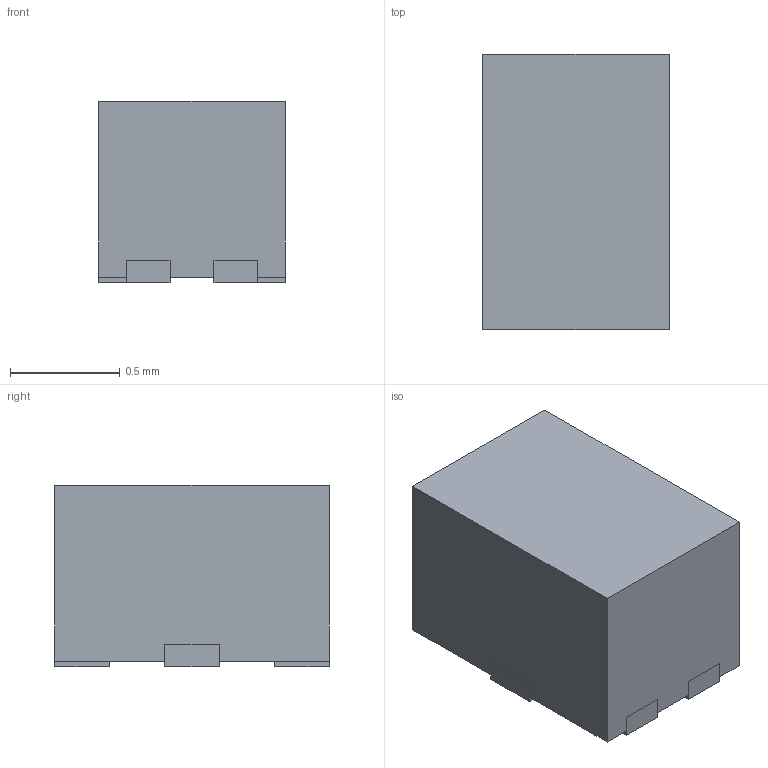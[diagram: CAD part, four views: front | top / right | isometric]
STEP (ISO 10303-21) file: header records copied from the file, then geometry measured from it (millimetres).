
FILE_DESCRIPTION((''),'2;1');
FILE_NAME('RZF0006A_ASM','2021-11-17T14:04:46',('a0412086'),(''),'CREO PARAMETRIC BY PTC INC, 2018500','CREO PARAMETRIC BY PTC INC, 2018500','');
FILE_SCHEMA(('CONFIG_CONTROL_DESIGN','SHAPE_APPEARANCE_LAYERS_GROUPS'));
Length unit declared in the file: millimetre
Products named in the file (4): BODY-SON; FRAME-RZF0006A; PIN1-ID; RZF0006A_ASM
Assembly tree (3 placements, depth 2):
  RZF0006A_ASM
    BODY-SON
    FRAME-RZF0006A
    PIN1-ID
Bounding box: 0.85 x 1.25 x 0.82 mm (x, y, z)
Volume: 0.9 mm3; surface area: 7 mm2
Topology: 7 solids, 7 shells, 68 faces, 162 edges, 108 vertices
Faces by surface type: plane 68
Entity records: 2639 total; most frequent: CARTESIAN_POINT 345, ORIENTED_EDGE 324, DIRECTION 312, PRESENTATION_STYLE_ASSIGNMENT 175, STYLED_ITEM 169, VECTOR 162, LINE 162, CURVE_STYLE 162
